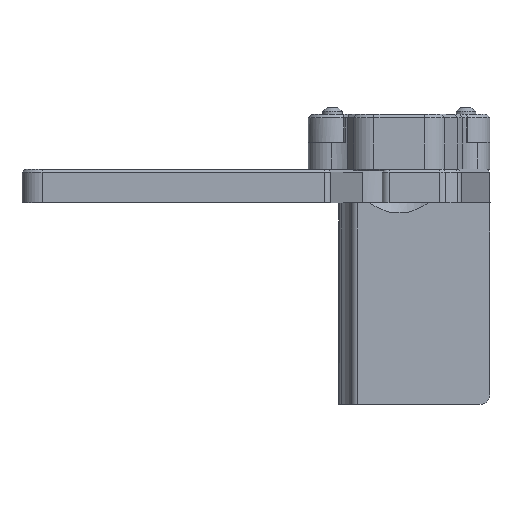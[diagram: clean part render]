
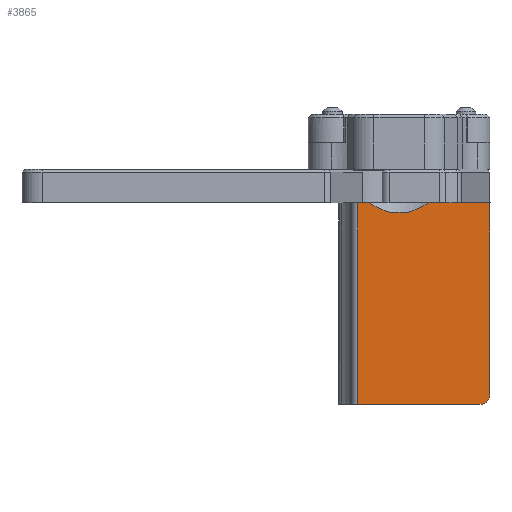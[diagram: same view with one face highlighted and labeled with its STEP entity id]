
A CAD part, left-side view. The second image highlights one B-rep face of the part: STEP entity #3865.
In plain terms, the highlighted face is planar.
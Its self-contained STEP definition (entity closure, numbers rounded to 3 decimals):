
#91=(
BOUNDED_CURVE()
B_SPLINE_CURVE(2,(#6006,#6007,#6008),.UNSPECIFIED.,.F.,.F.)
B_SPLINE_CURVE_WITH_KNOTS((3,3),(0.,0.344),
 .UNSPECIFIED.)
CURVE()
GEOMETRIC_REPRESENTATION_ITEM()
RATIONAL_B_SPLINE_CURVE((1.,1.033,1.))
REPRESENTATION_ITEM('')
);
#92=(
BOUNDED_CURVE()
B_SPLINE_CURVE(2,(#6011,#6012,#6013),.UNSPECIFIED.,.F.,.F.)
B_SPLINE_CURVE_WITH_KNOTS((3,3),(0.,0.344),
 .UNSPECIFIED.)
CURVE()
GEOMETRIC_REPRESENTATION_ITEM()
RATIONAL_B_SPLINE_CURVE((1.,1.033,1.))
REPRESENTATION_ITEM('')
);
#238=CIRCLE('',#4203,1.5);
#480=FACE_OUTER_BOUND('',#722,.T.);
#722=EDGE_LOOP('',(#2733,#2734,#2735,#2736,#2737,#2738,#2739,#2740,#2741,
#2742,#2743,#2744));
#965=LINE('',#5903,#1290);
#1002=LINE('',#6002,#1327);
#1003=LINE('',#6015,#1328);
#1004=LINE('',#6017,#1329);
#1005=LINE('',#6019,#1330);
#1006=LINE('',#6023,#1331);
#1007=LINE('',#6025,#1332);
#1008=LINE('',#6026,#1333);
#1009=LINE('',#6027,#1334);
#1290=VECTOR('',#4683,10.);
#1327=VECTOR('',#4796,10.);
#1328=VECTOR('',#4805,10.);
#1329=VECTOR('',#4806,1.);
#1330=VECTOR('',#4807,10.);
#1331=VECTOR('',#4810,10.);
#1332=VECTOR('',#4811,10.);
#1333=VECTOR('',#4812,10.);
#1334=VECTOR('',#4813,10.);
#1619=VERTEX_POINT('',#5841);
#1620=VERTEX_POINT('',#5843);
#1642=VERTEX_POINT('',#5901);
#1665=VERTEX_POINT('',#6000);
#1666=VERTEX_POINT('',#6001);
#1667=VERTEX_POINT('',#6005);
#1668=VERTEX_POINT('',#6009);
#1669=VERTEX_POINT('',#6016);
#1670=VERTEX_POINT('',#6018);
#1671=VERTEX_POINT('',#6020);
#1672=VERTEX_POINT('',#6022);
#1673=VERTEX_POINT('',#6024);
#2012=EDGE_CURVE('',#1619,#1642,#965,.T.);
#2061=EDGE_CURVE('',#1665,#1666,#1002,.T.);
#2063=EDGE_CURVE('',#1667,#1665,#91,.T.);
#2065=EDGE_CURVE('',#1666,#1668,#92,.T.);
#2066=EDGE_CURVE('',#1668,#1619,#1003,.T.);
#2067=EDGE_CURVE('',#1669,#1642,#1004,.T.);
#2068=EDGE_CURVE('',#1670,#1669,#1005,.T.);
#2069=EDGE_CURVE('',#1671,#1670,#238,.T.);
#2070=EDGE_CURVE('',#1671,#1672,#1006,.T.);
#2071=EDGE_CURVE('',#1672,#1673,#1007,.T.);
#2072=EDGE_CURVE('',#1673,#1620,#1008,.T.);
#2073=EDGE_CURVE('',#1620,#1667,#1009,.T.);
#2733=ORIENTED_EDGE('',*,*,#2063,.T.);
#2734=ORIENTED_EDGE('',*,*,#2061,.T.);
#2735=ORIENTED_EDGE('',*,*,#2065,.T.);
#2736=ORIENTED_EDGE('',*,*,#2066,.T.);
#2737=ORIENTED_EDGE('',*,*,#2012,.T.);
#2738=ORIENTED_EDGE('',*,*,#2067,.F.);
#2739=ORIENTED_EDGE('',*,*,#2068,.F.);
#2740=ORIENTED_EDGE('',*,*,#2069,.F.);
#2741=ORIENTED_EDGE('',*,*,#2070,.T.);
#2742=ORIENTED_EDGE('',*,*,#2071,.T.);
#2743=ORIENTED_EDGE('',*,*,#2072,.T.);
#2744=ORIENTED_EDGE('',*,*,#2073,.T.);
#3726=PLANE('',#4202);
#3865=ADVANCED_FACE('',(#480),#3726,.F.);
#4202=AXIS2_PLACEMENT_3D('',#6014,#4803,#4804);
#4203=AXIS2_PLACEMENT_3D('',#6021,#4808,#4809);
#4683=DIRECTION('',(1.,0.,0.));
#4796=DIRECTION('',(1.,0.,0.));
#4803=DIRECTION('center_axis',(0.,1.,0.));
#4804=DIRECTION('ref_axis',(0.,0.,
1.));
#4805=DIRECTION('',(1.,0.,0.));
#4806=DIRECTION('',(0.,0.,-1.));
#4807=DIRECTION('',(1.,0.,0.));
#4808=DIRECTION('center_axis',(0.,1.,0.));
#4809=DIRECTION('ref_axis',(-0.707,0.,0.707));
#4810=DIRECTION('',(0.,0.,-1.));
#4811=DIRECTION('',(1.,0.,0.));
#4812=DIRECTION('',(1.,0.,0.));
#4813=DIRECTION('',(1.,0.,0.));
#5841=CARTESIAN_POINT('',(290.956,369.763,54.479));
#5843=CARTESIAN_POINT('',(281.227,369.763,54.479));
#5901=CARTESIAN_POINT('',(292.248,369.763,54.479));
#5903=CARTESIAN_POINT('',(302.135,369.763,54.48));
#6000=CARTESIAN_POINT('',(284.862,369.763,55.898));
#6001=CARTESIAN_POINT('',(287.375,369.763,55.898));
#6002=CARTESIAN_POINT('',(287.796,369.763,55.898));
#6005=CARTESIAN_POINT('',(281.741,369.763,54.479));
#6006=CARTESIAN_POINT('Ctrl Pts',(281.741,369.763,54.479));
#6007=CARTESIAN_POINT('Ctrl Pts',(283.48,369.763,55.582));
#6008=CARTESIAN_POINT('Ctrl Pts',(284.862,369.763,55.898));
#6009=CARTESIAN_POINT('',(290.497,369.763,54.479));
#6011=CARTESIAN_POINT('Ctrl Pts',(287.375,369.763,55.898));
#6012=CARTESIAN_POINT('Ctrl Pts',(288.757,369.763,55.582));
#6013=CARTESIAN_POINT('Ctrl Pts',(290.497,369.763,54.479));
#6014=CARTESIAN_POINT('Origin',(284.068,369.763,44.48));
#6015=CARTESIAN_POINT('',(302.135,369.763,54.48));
#6016=CARTESIAN_POINT('',(292.247,369.763,84.479));
#6017=CARTESIAN_POINT('',(292.247,369.763,84.479));
#6018=CARTESIAN_POINT('',(274.068,369.763,84.479));
#6019=CARTESIAN_POINT('',(295.486,369.763,84.479));
#6020=CARTESIAN_POINT('',(272.568,369.763,82.979));
#6021=CARTESIAN_POINT('Origin',(274.068,369.763,82.979));
#6022=CARTESIAN_POINT('',(272.568,369.763,54.479));
#6023=CARTESIAN_POINT('',(272.568,369.763,46.979));
#6024=CARTESIAN_POINT('',(276.156,369.763,54.479));
#6025=CARTESIAN_POINT('',(302.135,369.763,54.48));
#6026=CARTESIAN_POINT('',(302.135,369.763,54.48));
#6027=CARTESIAN_POINT('',(302.135,369.763,54.48));
